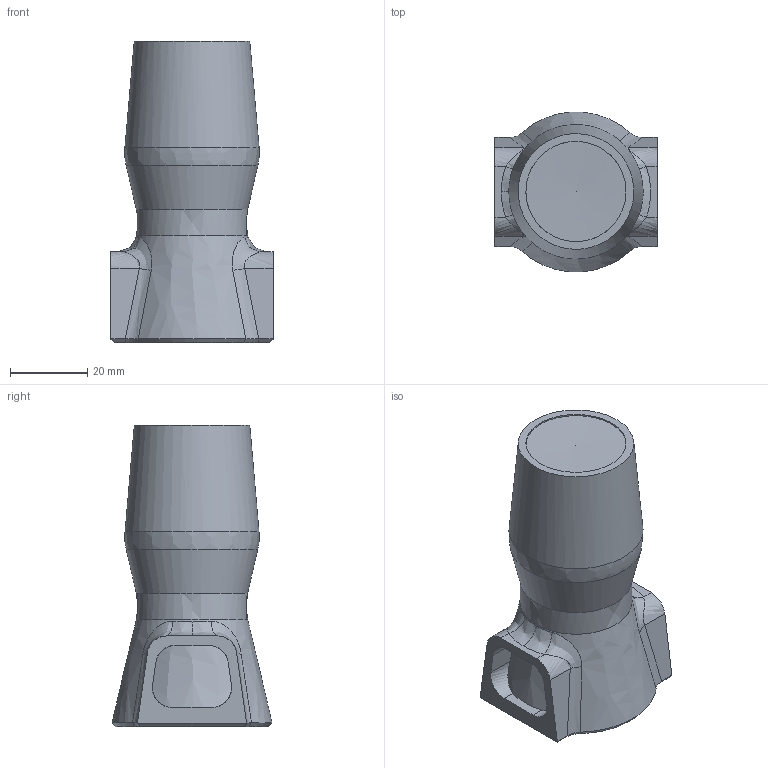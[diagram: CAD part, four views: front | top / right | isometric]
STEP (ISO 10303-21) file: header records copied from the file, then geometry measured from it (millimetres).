
FILE_DESCRIPTION(('STEP'), '1');
FILE_NAME('Part 2', '2020-04-16T09:24:04', (''), (''), 'Express v3.0.0.0', 'Express GenericTool', 'Unknown');
FILE_SCHEMA(('AUTOMOTIVE_DESIGN'));
Length unit declared in the file: millimetre
Products named in the file (1): Part 2
Bounding box: 42.08 x 41.45 x 78.16 mm (x, y, z)
Volume: 69503.9 mm3; surface area: 12106.3 mm2
Topology: 1 solids, 1 shells, 64 faces, 162 edges, 102 vertices
Faces by surface type: bspline 64
Entity records: 3703 total; most frequent: CARTESIAN_POINT 2759, ORIENTED_EDGE 320, EDGE_CURVE 160, B_SPLINE_CURVE_WITH_KNOTS 109, VERTEX_POINT 102, EDGE_LOOP 68, ADVANCED_FACE 64, FACE_OUTER_BOUND 64
